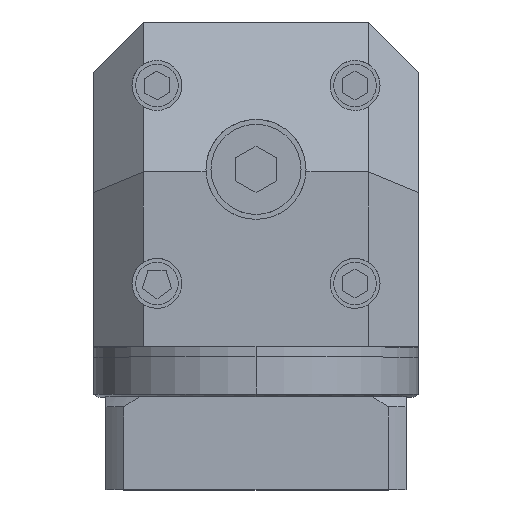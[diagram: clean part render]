
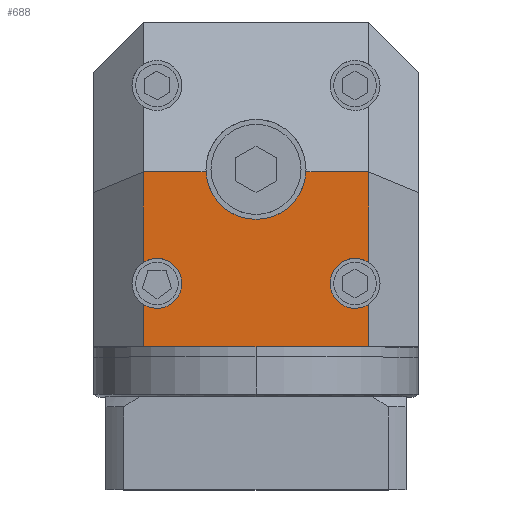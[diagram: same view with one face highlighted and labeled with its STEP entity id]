
A CAD part, top view. The second image highlights one B-rep face of the part: STEP entity #688.
In plain terms, the highlighted planar face has unit normal (0, 0, 1).
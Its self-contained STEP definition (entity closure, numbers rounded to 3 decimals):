
#106 = CIRCLE ( 'NONE', #10869, 10. ) ;
#111 = VERTEX_POINT ( 'NONE', #1755 ) ;
#176 = AXIS2_PLACEMENT_3D ( 'NONE', #4830, #10931, #5693 ) ;
#365 = DIRECTION ( 'NONE',  ( 0., 0., 1. ) ) ;
#387 = VECTOR ( 'NONE', #8721, 1000. ) ;
#456 = ORIENTED_EDGE ( 'NONE', *, *, #3240, .F. ) ;
#688 = ADVANCED_FACE ( 'NONE', ( #6728 ), #2485, .F. ) ;
#701 = AXIS2_PLACEMENT_3D ( 'NONE', #5654, #365, #6518 ) ;
#1262 = VECTOR ( 'NONE', #1850, 1000. ) ;
#1471 = CARTESIAN_POINT ( 'NONE',  ( 22.5, 0., 65. ) ) ;
#1546 = DIRECTION ( 'NONE',  ( -1., 0., 0. ) ) ;
#1573 = ORIENTED_EDGE ( 'NONE', *, *, #1764, .T. ) ;
#1606 = CARTESIAN_POINT ( 'NONE',  ( -22.5, 2.5, 65. ) ) ;
#1695 = LINE ( 'NONE', #4361, #8168 ) ;
#1755 = CARTESIAN_POINT ( 'NONE',  ( -22.5, -15.591, 65. ) ) ;
#1764 = EDGE_CURVE ( 'NONE', #2840, #3710, #11169, .T. ) ;
#1850 = DIRECTION ( 'NONE',  ( -1., 0., 0. ) ) ;
#1860 = CARTESIAN_POINT ( 'NONE',  ( 0., 3., 65. ) ) ;
#2050 = CARTESIAN_POINT ( 'NONE',  ( 22.5, -24.007, 65. ) ) ;
#2203 = VERTEX_POINT ( 'NONE', #3549 ) ;
#2269 = DIRECTION ( 'NONE',  ( 0., 1., 0. ) ) ;
#2429 = VECTOR ( 'NONE', #7159, 1000. ) ;
#2440 = VERTEX_POINT ( 'NONE', #2596 ) ;
#2485 = PLANE ( 'NONE',  #11315 ) ;
#2596 = CARTESIAN_POINT ( 'NONE',  ( 22.5, -32.5, 65. ) ) ;
#2611 = EDGE_CURVE ( 'NONE', #8659, #5495, #3908, .T. ) ;
#2738 = DIRECTION ( 'NONE',  ( 1., 0., 0. ) ) ;
#2840 = VERTEX_POINT ( 'NONE', #4154 ) ;
#2853 = VERTEX_POINT ( 'NONE', #1606 ) ;
#2867 = LINE ( 'NONE', #7710, #4674 ) ;
#2900 = CARTESIAN_POINT ( 'NONE',  ( 9.987, 2.5, 65. ) ) ;
#2924 = CARTESIAN_POINT ( 'NONE',  ( 14.799, -19.799, 65. ) ) ;
#2964 = ORIENTED_EDGE ( 'NONE', *, *, #9552, .T. ) ;
#3240 = EDGE_CURVE ( 'NONE', #9213, #9188, #4234, .T. ) ;
#3299 = DIRECTION ( 'NONE',  ( 0., 0., 1. ) ) ;
#3333 = DIRECTION ( 'NONE',  ( 0., -1., 0. ) ) ;
#3410 = AXIS2_PLACEMENT_3D ( 'NONE', #4173, #10298, #5057 ) ;
#3481 = CARTESIAN_POINT ( 'NONE',  ( -32.5, -32.5, 65. ) ) ;
#3549 = CARTESIAN_POINT ( 'NONE',  ( -14.799, -19.799, 65. ) ) ;
#3556 = CARTESIAN_POINT ( 'NONE',  ( -22.5, 0., 65. ) ) ;
#3710 = VERTEX_POINT ( 'NONE', #4541 ) ;
#3908 = LINE ( 'NONE', #1471, #10873 ) ;
#4063 = EDGE_CURVE ( 'NONE', #3710, #5742, #5094, .T. ) ;
#4154 = CARTESIAN_POINT ( 'NONE',  ( -22.5, -24.007, 65. ) ) ;
#4173 = CARTESIAN_POINT ( 'NONE',  ( -19.799, -19.799, 65. ) ) ;
#4234 = CIRCLE ( 'NONE', #701, 5. ) ;
#4345 = ORIENTED_EDGE ( 'NONE', *, *, #7229, .F. ) ;
#4361 = CARTESIAN_POINT ( 'NONE',  ( -32.5, -32.5, 65. ) ) ;
#4490 = ORIENTED_EDGE ( 'NONE', *, *, #5869, .T. ) ;
#4541 = CARTESIAN_POINT ( 'NONE',  ( -22.5, -32.5, 65. ) ) ;
#4674 = VECTOR ( 'NONE', #1546, 1000. ) ;
#4748 = ORIENTED_EDGE ( 'NONE', *, *, #6169, .T. ) ;
#4830 = CARTESIAN_POINT ( 'NONE',  ( -19.799, -19.799, 65. ) ) ;
#5057 = DIRECTION ( 'NONE',  ( -1., 0., 0. ) ) ;
#5094 = LINE ( 'NONE', #3481, #387 ) ;
#5161 = ORIENTED_EDGE ( 'NONE', *, *, #5956, .F. ) ;
#5495 = VERTEX_POINT ( 'NONE', #5925 ) ;
#5654 = CARTESIAN_POINT ( 'NONE',  ( 19.799, -19.799, 65. ) ) ;
#5693 = DIRECTION ( 'NONE',  ( -1., 0., 0. ) ) ;
#5724 = EDGE_LOOP ( 'NONE', ( #2964, #6687, #11327, #4748, #5161, #4345, #1573, #5984, #7912, #4490, #456, #9160, #7945 ) ) ;
#5742 = VERTEX_POINT ( 'NONE', #9170 ) ;
#5869 = EDGE_CURVE ( 'NONE', #2440, #9188, #7393, .T. ) ;
#5925 = CARTESIAN_POINT ( 'NONE',  ( 22.5, 2.5, 65. ) ) ;
#5956 = EDGE_CURVE ( 'NONE', #2203, #111, #6015, .T. ) ;
#5984 = ORIENTED_EDGE ( 'NONE', *, *, #4063, .T. ) ;
#6015 = CIRCLE ( 'NONE', #176, 5. ) ;
#6156 = DIRECTION ( 'NONE',  ( 0., 0., -1. ) ) ;
#6169 = EDGE_CURVE ( 'NONE', #2853, #111, #6683, .T. ) ;
#6345 = CARTESIAN_POINT ( 'NONE',  ( 0., 0., 65. ) ) ;
#6414 = VECTOR ( 'NONE', #3333, 1000. ) ;
#6518 = DIRECTION ( 'NONE',  ( 1., 0., 0. ) ) ;
#6521 = VECTOR ( 'NONE', #7493, 1000. ) ;
#6605 = DIRECTION ( 'NONE',  ( -1., 0., 0. ) ) ;
#6683 = LINE ( 'NONE', #9443, #6414 ) ;
#6687 = ORIENTED_EDGE ( 'NONE', *, *, #11042, .F. ) ;
#6728 = FACE_OUTER_BOUND ( 'NONE', #5724, .T. ) ;
#7069 = CIRCLE ( 'NONE', #3410, 5. ) ;
#7159 = DIRECTION ( 'NONE',  ( 0., 1., 0. ) ) ;
#7229 = EDGE_CURVE ( 'NONE', #2840, #2203, #7069, .T. ) ;
#7392 = DIRECTION ( 'NONE',  ( 1., 0., 0. ) ) ;
#7393 = LINE ( 'NONE', #7525, #2429 ) ;
#7493 = DIRECTION ( 'NONE',  ( 0., -1., 0. ) ) ;
#7525 = CARTESIAN_POINT ( 'NONE',  ( 22.5, 0., 65. ) ) ;
#7710 = CARTESIAN_POINT ( 'NONE',  ( 0., 2.5, 65. ) ) ;
#7912 = ORIENTED_EDGE ( 'NONE', *, *, #8438, .T. ) ;
#7945 = ORIENTED_EDGE ( 'NONE', *, *, #2611, .T. ) ;
#7994 = CARTESIAN_POINT ( 'NONE',  ( -9.987, 2.5, 65. ) ) ;
#8021 = DIRECTION ( 'NONE',  ( 0., 0., 1. ) ) ;
#8168 = VECTOR ( 'NONE', #9589, 1000. ) ;
#8188 = CARTESIAN_POINT ( 'NONE',  ( 22.5, -15.591, 65. ) ) ;
#8287 = LINE ( 'NONE', #8777, #1262 ) ;
#8438 = EDGE_CURVE ( 'NONE', #5742, #2440, #1695, .T. ) ;
#8655 = CIRCLE ( 'NONE', #10665, 5. ) ;
#8659 = VERTEX_POINT ( 'NONE', #8188 ) ;
#8721 = DIRECTION ( 'NONE',  ( 1., 0., 0. ) ) ;
#8777 = CARTESIAN_POINT ( 'NONE',  ( 0., 2.5, 65. ) ) ;
#9160 = ORIENTED_EDGE ( 'NONE', *, *, #11282, .F. ) ;
#9170 = CARTESIAN_POINT ( 'NONE',  ( 0., -32.5, 65. ) ) ;
#9188 = VERTEX_POINT ( 'NONE', #2050 ) ;
#9213 = VERTEX_POINT ( 'NONE', #2924 ) ;
#9321 = CARTESIAN_POINT ( 'NONE',  ( 19.799, -19.799, 65. ) ) ;
#9443 = CARTESIAN_POINT ( 'NONE',  ( -22.5, 0., 65. ) ) ;
#9552 = EDGE_CURVE ( 'NONE', #5495, #10583, #8287, .T. ) ;
#9589 = DIRECTION ( 'NONE',  ( 1., 0., 0. ) ) ;
#10298 = DIRECTION ( 'NONE',  ( 0., 0., 1. ) ) ;
#10540 = VERTEX_POINT ( 'NONE', #7994 ) ;
#10583 = VERTEX_POINT ( 'NONE', #2900 ) ;
#10665 = AXIS2_PLACEMENT_3D ( 'NONE', #9321, #3299, #7392 ) ;
#10841 = EDGE_CURVE ( 'NONE', #10540, #2853, #2867, .T. ) ;
#10869 = AXIS2_PLACEMENT_3D ( 'NONE', #1860, #8021, #2738 ) ;
#10873 = VECTOR ( 'NONE', #2269, 1000. ) ;
#10931 = DIRECTION ( 'NONE',  ( 0., 0., 1. ) ) ;
#11042 = EDGE_CURVE ( 'NONE', #10540, #10583, #106, .T. ) ;
#11169 = LINE ( 'NONE', #3556, #6521 ) ;
#11282 = EDGE_CURVE ( 'NONE', #8659, #9213, #8655, .T. ) ;
#11315 = AXIS2_PLACEMENT_3D ( 'NONE', #6345, #6156, #6605 ) ;
#11327 = ORIENTED_EDGE ( 'NONE', *, *, #10841, .T. ) ;
